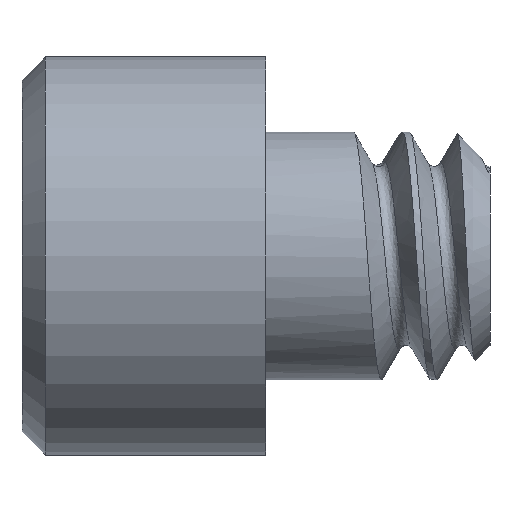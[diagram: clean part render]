
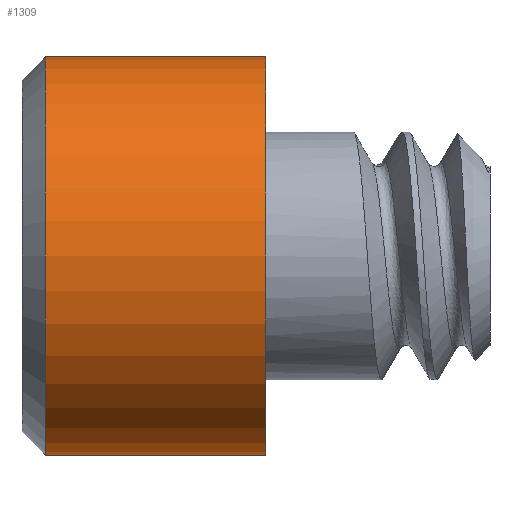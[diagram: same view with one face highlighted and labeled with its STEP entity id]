
A CAD part, front view. The second image highlights one B-rep face of the part: STEP entity #1309.
In plain terms, the highlighted cylindrical face has radius 2.819 mm (diameter 5.639 mm), a partial arc.
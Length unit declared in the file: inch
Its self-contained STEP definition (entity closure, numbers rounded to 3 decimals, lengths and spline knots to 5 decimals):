
#501=CARTESIAN_POINT('',(0.,0.,0.));
#502=DIRECTION('',(1.,0.,0.));
#503=DIRECTION('',(0.,1.,0.));
#504=AXIS2_PLACEMENT_3D('',#501,#502,#503);
#506=DIRECTION('',(-1.,0.,0.));
#507=VECTOR('',#506,0.123);
#508=CARTESIAN_POINT('',(0.,0.111,0.));
#509=LINE('',#508,#507);
#510=DIRECTION('',(-1.,0.,0.));
#511=VECTOR('',#510,0.123);
#512=CARTESIAN_POINT('',(0.,-0.111,0.));
#513=LINE('',#512,#511);
#566=CARTESIAN_POINT('',(-0.123,0.,0.));
#567=DIRECTION('',(1.,0.,0.));
#568=DIRECTION('',(0.,1.,0.));
#569=AXIS2_PLACEMENT_3D('',#566,#567,#568);
#820=CARTESIAN_POINT('',(0.,0.111,0.));
#821=CARTESIAN_POINT('',(0.,-0.111,0.));
#822=VERTEX_POINT('',#820);
#823=VERTEX_POINT('',#821);
#832=CARTESIAN_POINT('',(-0.123,0.111,0.));
#833=CARTESIAN_POINT('',(-0.123,-0.111,0.));
#834=VERTEX_POINT('',#832);
#835=VERTEX_POINT('',#833);
#1295=CARTESIAN_POINT('',(-0.1428,0.,0.));
#1296=DIRECTION('',(1.,0.,0.));
#1297=DIRECTION('',(0.,-1.,0.));
#1298=AXIS2_PLACEMENT_3D('',#1295,#1296,#1297);
#1299=CYLINDRICAL_SURFACE('',#1298,0.111);
#1301=ORIENTED_EDGE('',*,*,#1300,.F.);
#1302=ORIENTED_EDGE('',*,*,#1284,.T.);
#1304=ORIENTED_EDGE('',*,*,#1303,.T.);
#1306=ORIENTED_EDGE('',*,*,#1305,.F.);
#1307=EDGE_LOOP('',(#1301,#1302,#1304,#1306));
#1308=FACE_OUTER_BOUND('',#1307,.F.);
#505=CIRCLE('',#504,0.111);
#570=CIRCLE('',#569,0.111);
#1284=EDGE_CURVE('',#822,#823,#505,.T.);
#1300=EDGE_CURVE('',#822,#834,#509,.T.);
#1303=EDGE_CURVE('',#823,#835,#513,.T.);
#1305=EDGE_CURVE('',#834,#835,#570,.T.);
#1309=ADVANCED_FACE('',(#1308),#1299,.T.);
